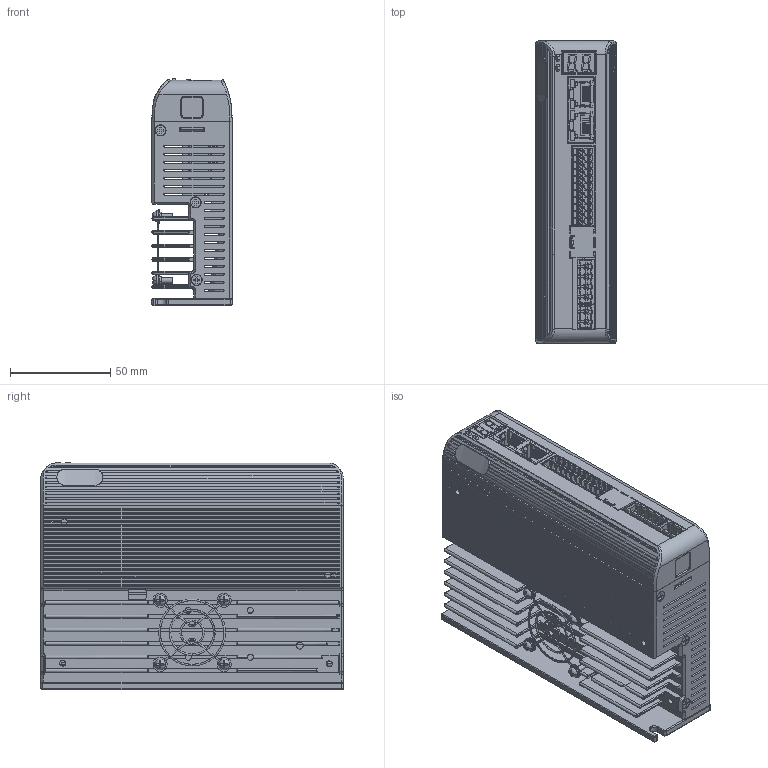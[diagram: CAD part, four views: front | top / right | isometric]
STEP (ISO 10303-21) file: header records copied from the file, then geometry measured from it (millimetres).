
FILE_DESCRIPTION(('HOOPS Exchange Step'),'2;1');
FILE_NAME('export-5834D97D-09D4-4041-B538-43AEF7E83E93.stp','2022-10-27T15:01:48+02:00',('User'),('Alibre'),'HOOPS Exchange 2021.0','Alibre','Unknown authorisation');
FILE_SCHEMA( ('AP242_MANAGED_MODEL_BASED_3D_ENGINEERING_MIM_LF {1 0 10303 442 1 1 4 }') );
Length unit declared in the file: millimetre
Products named in the file (1): 6017 EtherCAT Closed Loop Stepper Drive CS3E-D1008 100V 8,0A (2phase)
Bounding box: 40 x 151.1 x 113.37 mm (x, y, z)
Surface area: 164316.2 mm2 (no closed solid volume)
Topology: 0 solids, 8 shells, 6155 faces, 16913 edges, 10933 vertices
Faces by surface type: plane 4319, cylinder 1235, bspline 284, cone 230, torus 75, sphere 12
Entity records: 284386 total; most frequent: CARTESIAN_POINT 130928, ORIENTED_EDGE 33526, DIRECTION 29282, EDGE_CURVE 16765, VECTOR 11582, LINE 11582, VERTEX_POINT 10934, AXIS2_PLACEMENT_3D 8850
